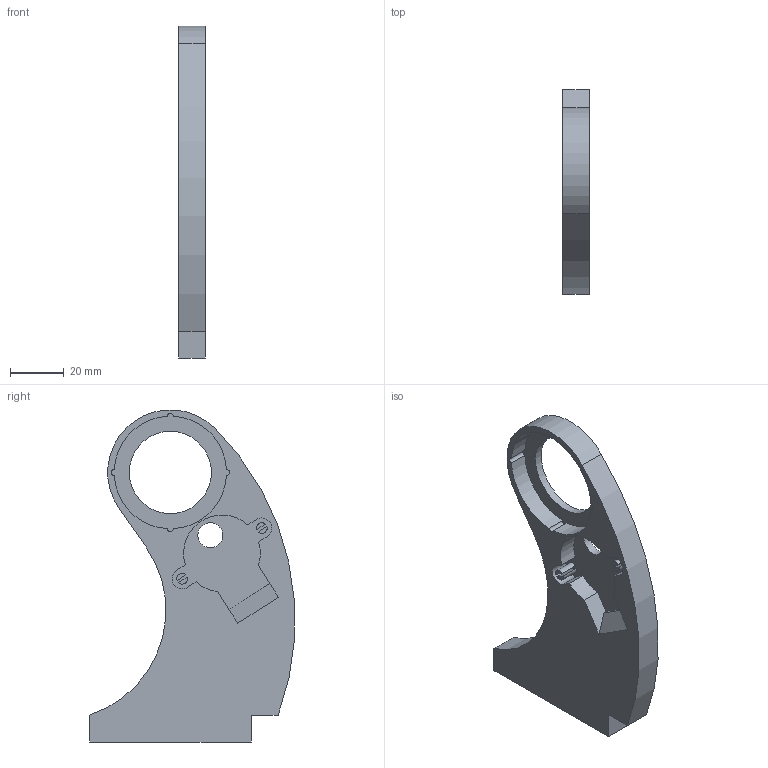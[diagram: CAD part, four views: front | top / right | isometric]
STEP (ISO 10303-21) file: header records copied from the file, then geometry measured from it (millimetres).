
FILE_DESCRIPTION(('FreeCAD Model'),'2;1');
FILE_NAME('Open CASCADE Shape Model','2024-07-10T20:27:50',('Author'),( ''),'Open CASCADE STEP processor 7.6','FreeCAD','Unknown');
FILE_SCHEMA(('AUTOMOTIVE_DESIGN { 1 0 10303 214 1 1 1 1 }'));
Length unit declared in the file: millimetre
Products named in the file (1): Body
Bounding box: 10 x 76.05 x 123.17 mm (x, y, z)
Volume: 44298 mm3; surface area: 17008.3 mm2
Topology: 1 solids, 1 shells, 47 faces, 119 edges, 80 vertices
Faces by surface type: plane 25, cylinder 22
Full cylindrical faces by diameter (mm): 9.25 x1, 30.5 x1
Entity records: 1463 total; most frequent: DIRECTION 259, CARTESIAN_POINT 247, ORIENTED_EDGE 238, EDGE_CURVE 119, AXIS2_PLACEMENT_3D 92, VERTEX_POINT 80, LINE 75, VECTOR 75
